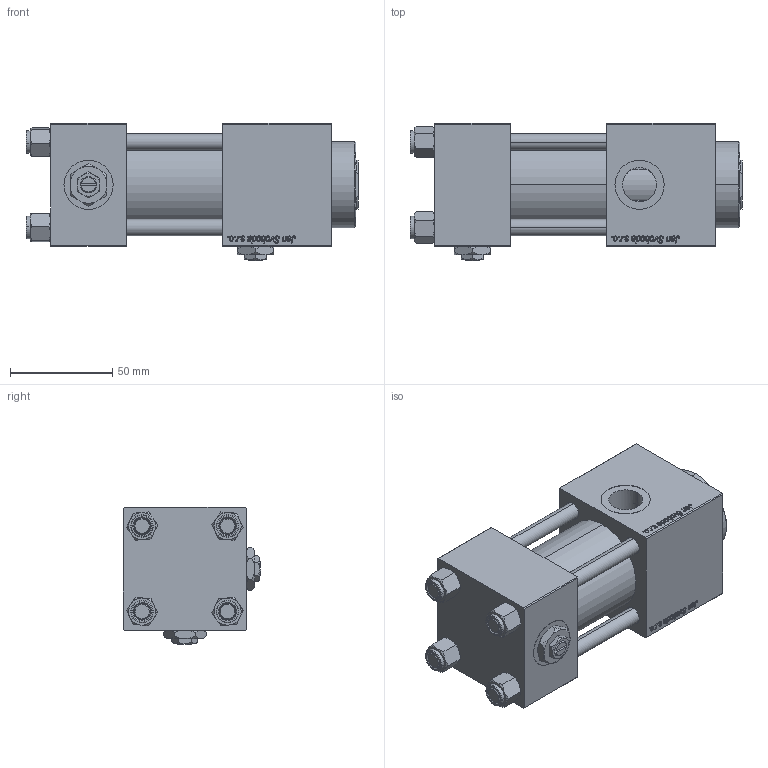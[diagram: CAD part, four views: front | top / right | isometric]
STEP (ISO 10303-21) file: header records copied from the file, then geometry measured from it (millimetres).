
FILE_DESCRIPTION (( 'STEP AP203' ), '1' );
FILE_NAME ('ada3.STEP', '2023-08-23T15:43:24', ( '' ), ( '' ), 'SwSTEP 2.0', 'SolidWorks 2019', '' );
FILE_SCHEMA (( 'CONFIG_CONTROL_DESIGN' ));
Length unit declared in the file: millimetre
Products named in the file (7): V215CR_B-1 e893a33f0f175b9bc62d0b094c10c62b; NUT_M5_B e893a33f0f175b9bc62d0b094c10c62b; V215_VC_A e893a33f0f175b9bc62d0b094c10c62b; V215CR_B_TYCINKA e893a33f0f175b9bc62d0b094c10c62b; Zatka_pro_OIL_PORT e893a33f0f175b9bc62d0b094c10c62b; V215CR_VCP_B e893a33f0f175b9bc62d0b094c10c62b; ada3
Assembly tree (13 placements, depth 2):
  ada3
    V215CR_B-1 e893a33f0f175b9bc62d0b094c10c62b
    V215CR_VCP_B e893a33f0f175b9bc62d0b094c10c62b
    NUT_M5_B e893a33f0f175b9bc62d0b094c10c62b  x4
    V215CR_B_TYCINKA e893a33f0f175b9bc62d0b094c10c62b  x4
    V215_VC_A e893a33f0f175b9bc62d0b094c10c62b
    Zatka_pro_OIL_PORT e893a33f0f175b9bc62d0b094c10c62b  x2
Bounding box: 162 x 67 x 67 mm (x, y, z)
Volume: 396104.2 mm3; surface area: 112638.6 mm2
Topology: 13 solids, 13 shells, 1260 faces, 3172 edges, 2047 vertices
Faces by surface type: bspline 504, plane 480, cone 178, cylinder 90, torus 8
Entity records: 58895 total; most frequent: CARTESIAN_POINT 34678, ORIENTED_EDGE 5644, DIRECTION 3176, EDGE_CURVE 2822, VERTEX_POINT 1845, VECTOR 1494, LINE 1494, EDGE_LOOP 1229
